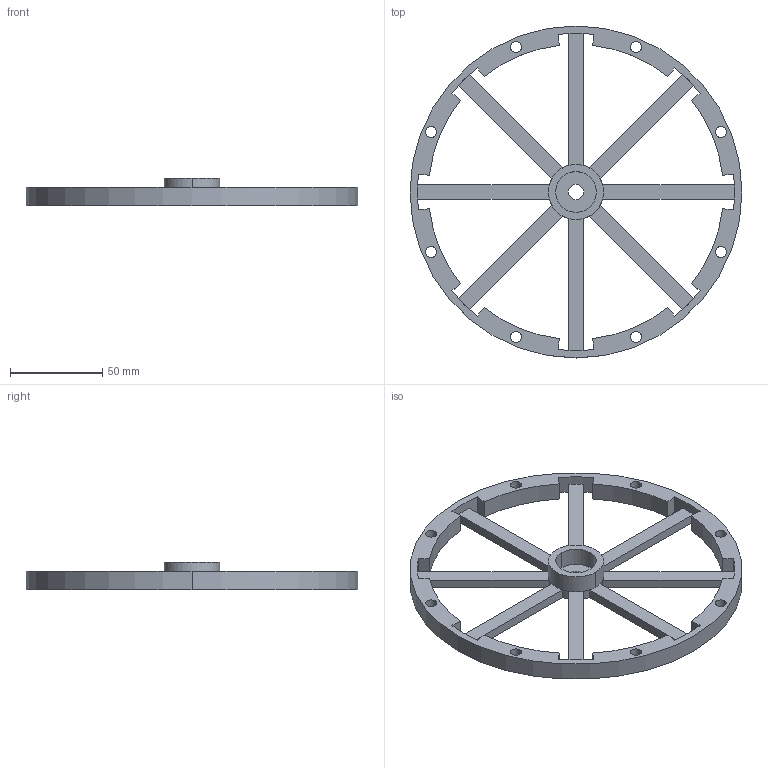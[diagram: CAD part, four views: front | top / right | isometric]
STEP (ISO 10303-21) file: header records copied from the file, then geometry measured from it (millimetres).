
FILE_DESCRIPTION(/* description */ ('VariCAD 2019-1.04 AP-214'),/* implementation_level */ '2;1');
FILE_NAME(/* name */ 'side_plate.stp',/* time_stamp */ '2018-12-26T12:38:35-05:00',/* author */ (''),/* organization */ (''),/* preprocessor_version */ 'VariCAD 2019-1.04',/* originating_system */ 'VariCAD 2019-1.04; kernel version (20180118)',/* authorisation */ '');
FILE_SCHEMA(('AUTOMOTIVE_DESIGN'));
Length unit declared in the file: millimetre
Products named in the file (2): side_plate; Side_Plate
Assembly tree (1 placements, depth 2):
  side_plate
    Side_Plate
Bounding box: 180 x 180 x 15 mm (x, y, z)
Volume: 71397.8 mm3; surface area: 39398.1 mm2
Topology: 1 solids, 1 shells, 93 faces, 280 edges, 176 vertices
Faces by surface type: cylinder 48, plane 45
Entity records: 3288 total; most frequent: DIRECTION 602, ORIENTED_EDGE 560, CARTESIAN_POINT 553, EDGE_CURVE 280, AXIS2_PLACEMENT_3D 225, VERTEX_POINT 176, LINE 152, VECTOR 152
